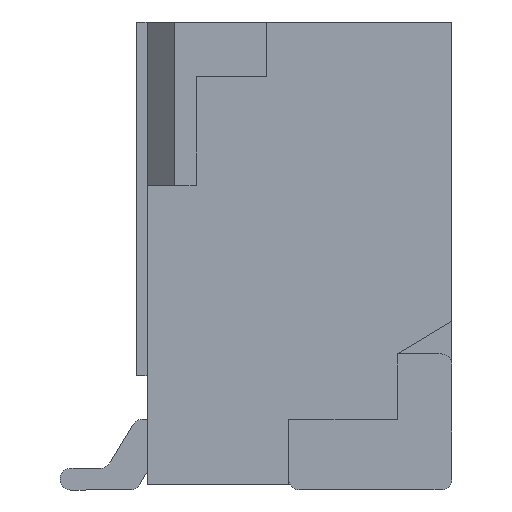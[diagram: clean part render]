
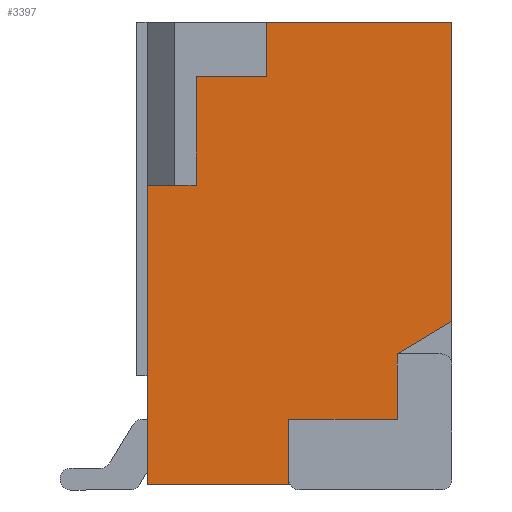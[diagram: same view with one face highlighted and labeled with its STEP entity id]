
A CAD part, left-side view. The second image highlights one B-rep face of the part: STEP entity #3397.
In plain terms, the highlighted planar face has unit normal (-1, 0, 0).
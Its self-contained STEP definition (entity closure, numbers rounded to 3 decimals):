
#3397=ADVANCED_FACE('',(#7754),#7756,.T.);
#7754=FACE_BOUND('',#7755,.T.);
#7755=EDGE_LOOP('',(#11316,#11317,#11318,#11319,#11320,#11321,#11322,#11323,#11324,
#11325,#11326,#11327));
#7756=PLANE('',#7757);
#7757=AXIS2_PLACEMENT_3D('',#7758,#7759,#7760);
#7758=CARTESIAN_POINT('',(-1.5,0.,0.));
#7759=DIRECTION('',(-1.,0.,0.));
#7760=DIRECTION('',(0.,0.,1.));
#11316=ORIENTED_EDGE('',*,*,#13665,.T.);
#11317=ORIENTED_EDGE('',*,*,#13666,.T.);
#11318=ORIENTED_EDGE('',*,*,#13667,.T.);
#11319=ORIENTED_EDGE('',*,*,#13668,.T.);
#11320=ORIENTED_EDGE('',*,*,#13669,.T.);
#11321=ORIENTED_EDGE('',*,*,#13538,.T.);
#11322=ORIENTED_EDGE('',*,*,#13664,.T.);
#11323=ORIENTED_EDGE('',*,*,#13670,.T.);
#11324=ORIENTED_EDGE('',*,*,#13671,.T.);
#11325=ORIENTED_EDGE('',*,*,#13672,.T.);
#11326=ORIENTED_EDGE('',*,*,#13640,.T.);
#11327=ORIENTED_EDGE('',*,*,#13673,.T.);
#13538=EDGE_CURVE('',#15846,#15844,#15847,.T.);
#13640=EDGE_CURVE('',#16049,#16047,#16050,.T.);
#13664=EDGE_CURVE('',#15844,#16087,#16089,.F.);
#13665=EDGE_CURVE('',#16090,#16091,#16092,.F.);
#13666=EDGE_CURVE('',#16091,#16093,#16094,.F.);
#13667=EDGE_CURVE('',#16093,#16095,#16096,.F.);
#13668=EDGE_CURVE('',#16095,#16097,#16098,.F.);
#13669=EDGE_CURVE('',#16097,#15846,#16099,.T.);
#13670=EDGE_CURVE('',#16087,#16100,#16101,.F.);
#13671=EDGE_CURVE('',#16100,#16102,#16103,.F.);
#13672=EDGE_CURVE('',#16102,#16049,#16104,.F.);
#13673=EDGE_CURVE('',#16047,#16090,#16105,.T.);
#15844=VERTEX_POINT('',#20716);
#15846=VERTEX_POINT('',#20720);
#15847=LINE('',#20721,#20722);
#16047=VERTEX_POINT('',#21123);
#16049=VERTEX_POINT('',#21127);
#16050=LINE('',#21128,#21129);
#16087=VERTEX_POINT('',#21211);
#16089=LINE('',#21215,#21216);
#16090=VERTEX_POINT('',#21218);
#16091=VERTEX_POINT('',#21219);
#16092=LINE('',#21220,#21221);
#16093=VERTEX_POINT('',#21223);
#16094=LINE('',#21224,#21225);
#16095=VERTEX_POINT('',#21227);
#16096=LINE('',#21228,#21229);
#16097=VERTEX_POINT('',#21231);
#16098=LINE('',#21232,#21233);
#16099=LINE('',#21235,#21236);
#16100=VERTEX_POINT('',#21238);
#16101=LINE('',#21239,#21240);
#16102=VERTEX_POINT('',#21242);
#16103=LINE('',#21243,#21244);
#16104=LINE('',#21246,#21247);
#16105=LINE('',#21249,#21250);
#20716=CARTESIAN_POINT('',(-1.5,-1.2,4.25));
#20720=CARTESIAN_POINT('',(-1.5,-2.9,4.25));
#20721=CARTESIAN_POINT('',(-1.5,-2.9,4.25));
#20722=VECTOR('',#20723,1.);
#20723=DIRECTION('',(0.,1.,0.));
#21123=CARTESIAN_POINT('',(-1.5,-0.1,0.));
#21127=CARTESIAN_POINT('',(-1.5,-0.1,2.75));
#21128=CARTESIAN_POINT('',(-1.5,-0.1,2.75));
#21129=VECTOR('',#21130,1.);
#21130=DIRECTION('',(0.,0.,-1.));
#21211=CARTESIAN_POINT('',(-1.5,-1.2,3.75));
#21215=CARTESIAN_POINT('',(-1.5,-1.2,3.75));
#21216=VECTOR('',#21217,1.);
#21217=DIRECTION('',(0.,0.,1.));
#21218=CARTESIAN_POINT('',(-1.5,-1.4,0.));
#21219=CARTESIAN_POINT('',(-1.5,-1.4,0.6));
#21220=CARTESIAN_POINT('',(-1.5,-1.4,0.6));
#21221=VECTOR('',#21222,1.);
#21222=DIRECTION('',(0.,0.,-1.));
#21223=CARTESIAN_POINT('',(-1.5,-2.4,0.6));
#21224=CARTESIAN_POINT('',(-1.5,-2.4,0.6));
#21225=VECTOR('',#21226,1.);
#21226=DIRECTION('',(0.,1.,0.));
#21227=CARTESIAN_POINT('',(-1.5,-2.4,1.2));
#21228=CARTESIAN_POINT('',(-1.5,-2.4,1.2));
#21229=VECTOR('',#21230,1.);
#21230=DIRECTION('',(0.,0.,-1.));
#21231=CARTESIAN_POINT('',(-1.5,-2.9,1.5));
#21232=CARTESIAN_POINT('',(-1.5,-2.9,1.5));
#21233=VECTOR('',#21234,1.);
#21234=DIRECTION('',(0.,0.857,-0.514));
#21235=CARTESIAN_POINT('',(-1.5,-2.9,1.5));
#21236=VECTOR('',#21237,1.);
#21237=DIRECTION('',(0.,0.,1.));
#21238=CARTESIAN_POINT('',(-1.5,-0.55,3.75));
#21239=CARTESIAN_POINT('',(-1.5,-0.55,3.75));
#21240=VECTOR('',#21241,1.);
#21241=DIRECTION('',(0.,-1.,0.));
#21242=CARTESIAN_POINT('',(-1.5,-0.55,2.75));
#21243=CARTESIAN_POINT('',(-1.5,-0.55,2.75));
#21244=VECTOR('',#21245,1.);
#21245=DIRECTION('',(0.,0.,1.));
#21246=CARTESIAN_POINT('',(-1.5,-0.1,2.75));
#21247=VECTOR('',#21248,1.);
#21248=DIRECTION('',(0.,-1.,0.));
#21249=CARTESIAN_POINT('',(-1.5,-0.1,0.));
#21250=VECTOR('',#21251,1.);
#21251=DIRECTION('',(0.,-1.,0.));
